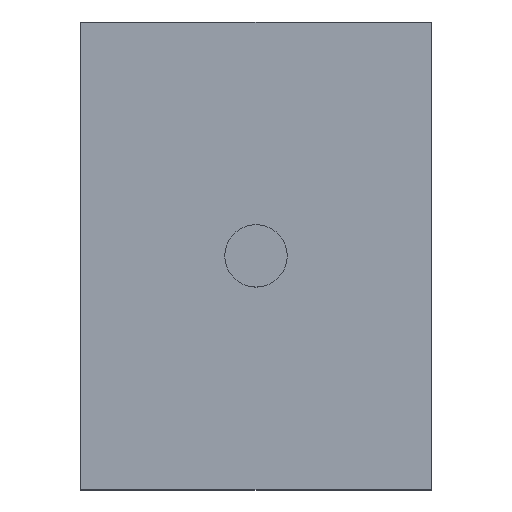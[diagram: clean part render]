
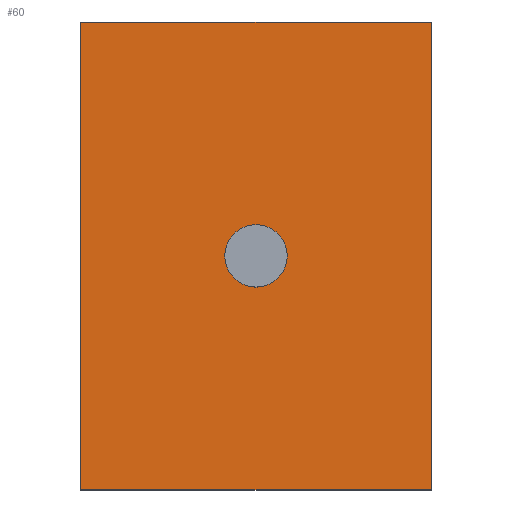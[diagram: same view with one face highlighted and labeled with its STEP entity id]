
A CAD part, top view. The second image highlights one B-rep face of the part: STEP entity #60.
In plain terms, the highlighted planar face has unit normal (0, 0, 1).
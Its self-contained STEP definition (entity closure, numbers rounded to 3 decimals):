
#1 = CARTESIAN_POINT ( 'NONE',  ( -75., -100., 50. ) ) ;
#5 = DIRECTION ( 'NONE',  ( 0., 1., 0. ) ) ;
#8 = VERTEX_POINT ( 'NONE', #82 ) ;
#9 = CARTESIAN_POINT ( 'NONE',  ( 75., 100., 50. ) ) ;
#12 = DIRECTION ( 'NONE',  ( 0., 0., 1. ) ) ;
#13 = DIRECTION ( 'NONE',  ( 1., 0., 0. ) ) ;
#19 = EDGE_LOOP ( 'NONE', ( #89, #34, #113, #200 ) ) ;
#28 = EDGE_CURVE ( 'NONE', #157, #8, #122, .T. ) ;
#34 = ORIENTED_EDGE ( 'NONE', *, *, #281, .T. ) ;
#54 = CIRCLE ( 'NONE', #160, 13.352 ) ;
#56 = EDGE_CURVE ( 'NONE', #118, #166, #213, .T. ) ;
#59 = PLANE ( 'NONE',  #236 ) ;
#60 = ADVANCED_FACE ( 'NONE', ( #301, #248 ), #59, .T. ) ;
#65 = CARTESIAN_POINT ( 'NONE',  ( 75., -100., 50. ) ) ;
#82 = CARTESIAN_POINT ( 'NONE',  ( 75., 100., 50. ) ) ;
#83 = DIRECTION ( 'NONE',  ( 1., 0., 0. ) ) ;
#87 = CARTESIAN_POINT ( 'NONE',  ( -75., -100., 50. ) ) ;
#89 = ORIENTED_EDGE ( 'NONE', *, *, #56, .T. ) ;
#103 = CARTESIAN_POINT ( 'NONE',  ( 75., -100., 50. ) ) ;
#113 = ORIENTED_EDGE ( 'NONE', *, *, #28, .T. ) ;
#118 = VERTEX_POINT ( 'NONE', #229 ) ;
#120 = VECTOR ( 'NONE', #5, 1000. ) ;
#122 = LINE ( 'NONE', #103, #120 ) ;
#132 = CARTESIAN_POINT ( 'NONE',  ( 0., 0., 50. ) ) ;
#137 = VECTOR ( 'NONE', #148, 1000. ) ;
#139 = VECTOR ( 'NONE', #197, 1000. ) ;
#148 = DIRECTION ( 'NONE',  ( -1., 0., 0. ) ) ;
#156 = VECTOR ( 'NONE', #279, 1000. ) ;
#157 = VERTEX_POINT ( 'NONE', #228 ) ;
#160 = AXIS2_PLACEMENT_3D ( 'NONE', #252, #177, #232 ) ;
#161 = ORIENTED_EDGE ( 'NONE', *, *, #254, .F. ) ;
#166 = VERTEX_POINT ( 'NONE', #87 ) ;
#171 = LINE ( 'NONE', #65, #156 ) ;
#172 = LINE ( 'NONE', #9, #137 ) ;
#177 = DIRECTION ( 'NONE',  ( 0., 0., 1. ) ) ;
#187 = VERTEX_POINT ( 'NONE', #235 ) ;
#190 = VERTEX_POINT ( 'NONE', #304 ) ;
#197 = DIRECTION ( 'NONE',  ( 0., -1., 0. ) ) ;
#200 = ORIENTED_EDGE ( 'NONE', *, *, #202, .T. ) ;
#202 = EDGE_CURVE ( 'NONE', #8, #118, #172, .T. ) ;
#213 = LINE ( 'NONE', #1, #139 ) ;
#222 = CARTESIAN_POINT ( 'NONE',  ( 0., 0., 50. ) ) ;
#228 = CARTESIAN_POINT ( 'NONE',  ( 75., -100., 50. ) ) ;
#229 = CARTESIAN_POINT ( 'NONE',  ( -75., 100., 50. ) ) ;
#232 = DIRECTION ( 'NONE',  ( 1., 0., 0. ) ) ;
#235 = CARTESIAN_POINT ( 'NONE',  ( -13.352, 0., 50. ) ) ;
#236 = AXIS2_PLACEMENT_3D ( 'NONE', #222, #271, #83 ) ;
#237 = CIRCLE ( 'NONE', #286, 13.352 ) ;
#239 = EDGE_CURVE ( 'NONE', #190, #187, #237, .T. ) ;
#248 = FACE_OUTER_BOUND ( 'NONE', #19, .T. ) ;
#252 = CARTESIAN_POINT ( 'NONE',  ( 0., 0., 50. ) ) ;
#254 = EDGE_CURVE ( 'NONE', #187, #190, #54, .T. ) ;
#271 = DIRECTION ( 'NONE',  ( 0., 0., 1. ) ) ;
#279 = DIRECTION ( 'NONE',  ( 1., 0., 0. ) ) ;
#281 = EDGE_CURVE ( 'NONE', #166, #157, #171, .T. ) ;
#286 = AXIS2_PLACEMENT_3D ( 'NONE', #132, #12, #13 ) ;
#300 = EDGE_LOOP ( 'NONE', ( #161, #317 ) ) ;
#301 = FACE_BOUND ( 'NONE', #300, .T. ) ;
#304 = CARTESIAN_POINT ( 'NONE',  ( 13.352, 0., 50. ) ) ;
#317 = ORIENTED_EDGE ( 'NONE', *, *, #239, .F. ) ;
